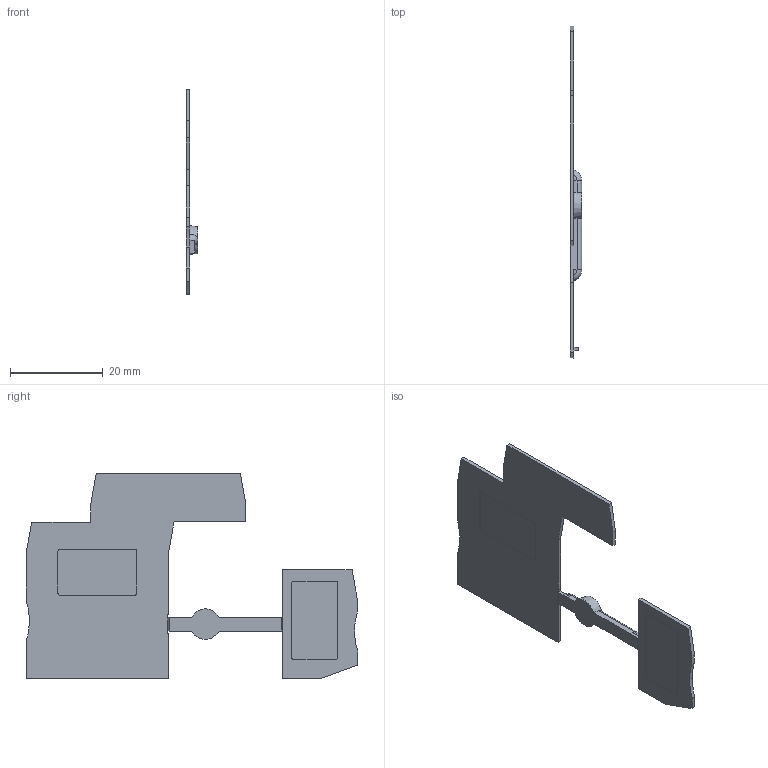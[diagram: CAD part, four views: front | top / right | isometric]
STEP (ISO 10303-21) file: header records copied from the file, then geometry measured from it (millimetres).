
FILE_DESCRIPTION(('HOOPS Exchange Step'),'2;1');
FILE_NAME('export-A108ABB1-1D85-43BA-B9D5-243AB6B57DDD.stp','2024-03-26T22:03:21+01:00',('Engineering'),('Alibre'),'HOOPS Exchange 2021.0','Alibre','Unknown authorisation');
FILE_SCHEMA( ('AP242_MANAGED_MODEL_BASED_3D_ENGINEERING_MIM_LF {1 0 10303 442 1 1 4 }') );
Length unit declared in the file: millimetre
Products named in the file (2): 6640-1 Cover segment - DS-PTIO 1,5-S - 1045987 (GRAY); 6640 Cover segment - DS-PTIO 1,5-S - 1045987 (GRAY)
Assembly tree (1 placements, depth 2):
  6640 Cover segment - DS-PTIO 1,5-S - 1045987 (GRAY)
    6640-1 Cover segment - DS-PTIO 1,5-S - 1045987 (GRAY)
Bounding box: 2.5 x 71.7 x 44.4 mm (x, y, z)
Volume: 1557.2 mm3; surface area: 3980.1 mm2
Topology: 1 solids, 1 shells, 87 faces, 238 edges, 157 vertices
Faces by surface type: plane 63, cylinder 16, cone 6, torus 2
Entity records: 3476 total; most frequent: CARTESIAN_POINT 1206, ORIENTED_EDGE 474, DIRECTION 440, EDGE_CURVE 237, VECTOR 182, LINE 182, VERTEX_POINT 157, AXIS2_PLACEMENT_3D 129
